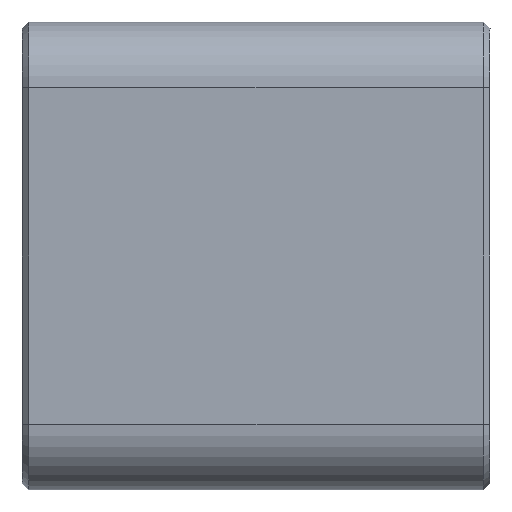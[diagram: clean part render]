
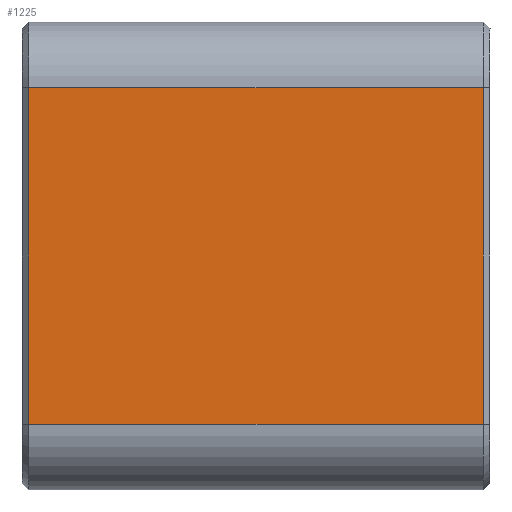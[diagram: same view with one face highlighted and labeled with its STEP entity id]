
A CAD part, front view. The second image highlights one B-rep face of the part: STEP entity #1225.
In plain terms, the highlighted planar face has unit normal (0, -1, 0).
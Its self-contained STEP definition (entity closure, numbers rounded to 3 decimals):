
#97=PLANE('',#1372);
#183=FACE_OUTER_BOUND('',#262,.T.);
#262=EDGE_LOOP('',(#1099,#1100,#1101,#1102));
#325=LINE('',#2117,#409);
#344=LINE('',#2194,#428);
#351=LINE('',#2215,#435);
#352=LINE('',#2217,#436);
#409=VECTOR('',#1603,10.);
#428=VECTOR('',#1690,10.);
#435=VECTOR('',#1717,10.);
#436=VECTOR('',#1720,10.);
#574=VERTEX_POINT('',#2109);
#576=VERTEX_POINT('',#2115);
#589=VERTEX_POINT('',#2184);
#591=VERTEX_POINT('',#2190);
#725=EDGE_CURVE('',#576,#574,#325,.T.);
#763=EDGE_CURVE('',#589,#591,#344,.T.);
#774=EDGE_CURVE('',#576,#591,#351,.T.);
#775=EDGE_CURVE('',#574,#589,#352,.T.);
#1099=ORIENTED_EDGE('',*,*,#725,.F.);
#1100=ORIENTED_EDGE('',*,*,#774,.T.);
#1101=ORIENTED_EDGE('',*,*,#763,.F.);
#1102=ORIENTED_EDGE('',*,*,#775,.F.);
#1225=ADVANCED_FACE('',(#183),#97,.T.);
#1372=AXIS2_PLACEMENT_3D('',#2216,#1718,#1719);
#1603=DIRECTION('',(0.,0.,1.));
#1690=DIRECTION('',(0.,0.,-1.));
#1717=DIRECTION('',(1.,0.,0.));
#1718=DIRECTION('center_axis',(0.,-1.,0.));
#1719=DIRECTION('ref_axis',(0.,0.,-1.));
#1720=DIRECTION('',(1.,0.,0.));
#2109=CARTESIAN_POINT('',(-37.6,168.8,87.9));
#2115=CARTESIAN_POINT('',(-37.6,168.8,67.5));
#2117=CARTESIAN_POINT('',(-37.6,168.8,82.8));
#2184=CARTESIAN_POINT('',(-10.,168.8,87.9));
#2190=CARTESIAN_POINT('',(-10.,168.8,67.5));
#2194=CARTESIAN_POINT('',(-10.,168.8,82.8));
#2215=CARTESIAN_POINT('',(-38.,168.8,67.5));
#2216=CARTESIAN_POINT('Origin',(-38.,168.8,87.9));
#2217=CARTESIAN_POINT('',(-38.,168.8,87.9));
